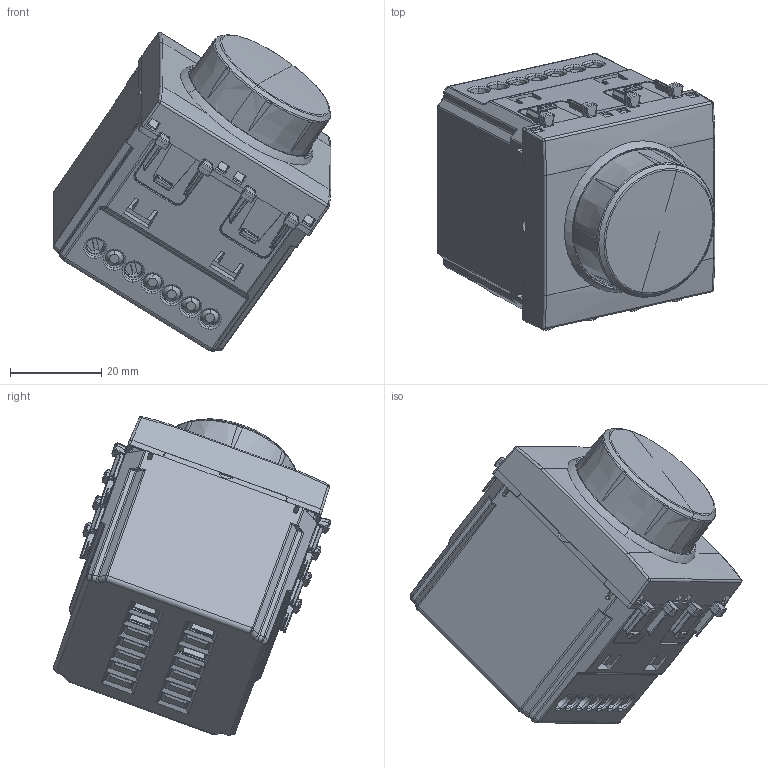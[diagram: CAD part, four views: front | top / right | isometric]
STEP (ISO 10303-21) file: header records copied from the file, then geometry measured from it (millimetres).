
FILE_DESCRIPTION(('CATIA V5 STEP Exchange'),'2;1');
FILE_NAME('441055.stp','2024-02-22T12:31:32+00:00',('none'),('none'),'CATIA Version 5-6 Release 2016 SP6','CATIA V5 STEP AP203','none');
FILE_SCHEMA(('CONFIG_CONTROL_DESIGN'));
Products named in the file (1): 44X055
Assembly tree (7 placements, depth 2):
  44X055
    #57
    #25235
    #76783
    #78446
    #80059
    #82101
    #83838
Bounding box: 60.73 x 60.66 x 69.73 mm (x, y, z)
Volume: 34012.2 mm3; surface area: 39050.6 mm2
Topology: 19 solids, 19 shells, 1960 faces, 4986 edges, 3005 vertices
Faces by surface type: plane 954, cylinder 534, bspline 228, cone 122, sphere 66, torus 54, revolution 2
Entity records: 87624 total; most frequent: CARTESIAN_POINT 47600, ORIENTED_EDGE 9768, DIRECTION 5500, EDGE_CURVE 4884, VERTEX_POINT 3005, VECTOR 2615, LINE 2615, EDGE_LOOP 2059
